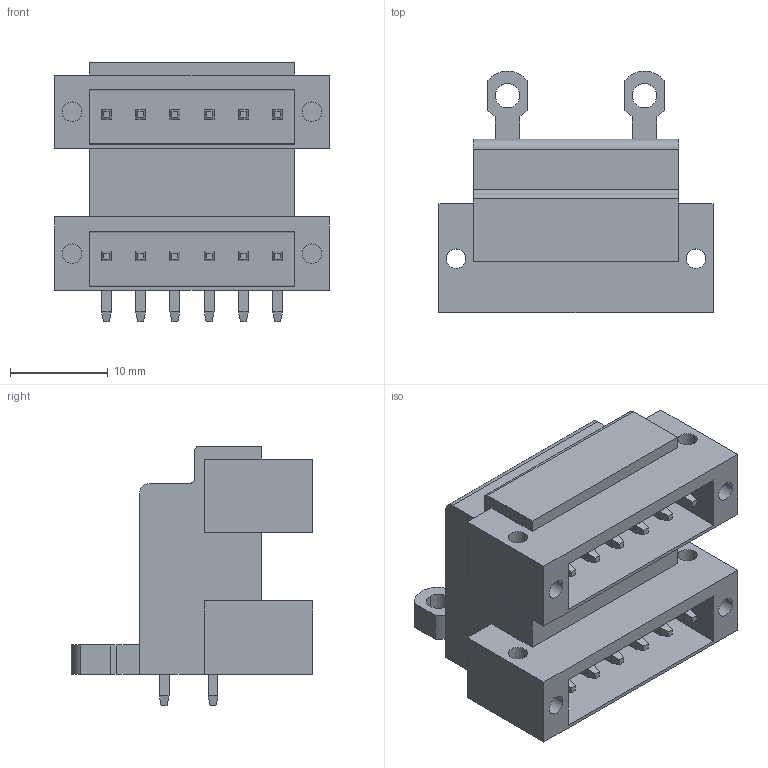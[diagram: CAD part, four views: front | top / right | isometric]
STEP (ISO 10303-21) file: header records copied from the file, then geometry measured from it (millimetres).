
FILE_DESCRIPTION(('CATIA V5 STEP Exchange','CAx-IF Rec.Pracs.--- Model Styling and Organization---1.2---2011-12-15'),'2;1');
FILE_NAME ('D1453967_0_1633850000_1633850000.stp','2018-11-10T05:44:53+00:00',('none'),('Weidmueller'),'CATIA Version 5-6 Release 2014','CATIA V5 STEP AP214','none');
FILE_SCHEMA(('AUTOMOTIVE_DESIGN { 1 0 10303 214 1 1 1 1 }'));
Length unit declared in the file: millimetre
Products named in the file (1): 1633850000
Bounding box: 28 x 24.7 x 26.5 mm (x, y, z)
Volume: 6684.3 mm3; surface area: 6387.9 mm2
Topology: 13 solids, 13 shells, 341 faces, 831 edges, 522 vertices
Faces by surface type: plane 310, cylinder 31
Entity records: 8767 total; most frequent: ORIENTED_EDGE 1662, CARTESIAN_POINT 1600, DIRECTION 1035, EDGE_CURVE 831, VECTOR 673, LINE 673, VERTEX_POINT 522, EDGE_LOOP 383
